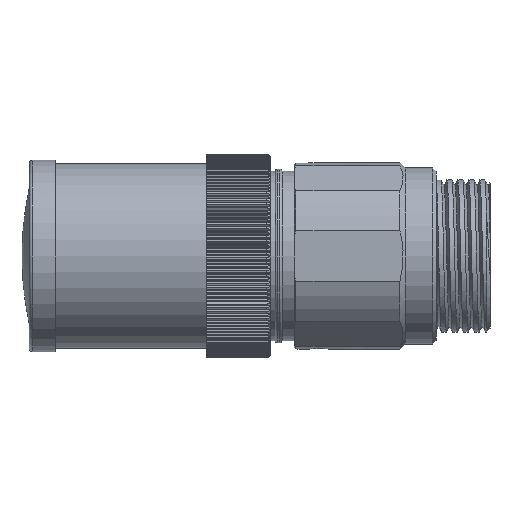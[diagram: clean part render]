
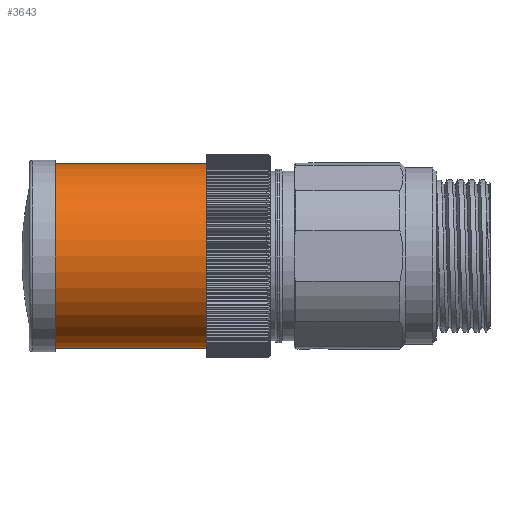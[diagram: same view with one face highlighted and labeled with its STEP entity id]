
A CAD part, front view. The second image highlights one B-rep face of the part: STEP entity #3643.
In plain terms, the highlighted cylindrical face has radius 13.35 mm (diameter 26.7 mm), a partial arc.
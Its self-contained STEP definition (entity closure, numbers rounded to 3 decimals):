
#1068=FACE_OUTER_BOUND('',#4509,.T.);
#1899=LINE('',#23177,#2730);
#1902=LINE('',#23209,#2733);
#2730=VECTOR('',#14861,1.);
#2733=VECTOR('',#14868,1.);
#3643=ADVANCED_FACE('',(#1068),#3876,.T.);
#3876=CYLINDRICAL_SURFACE('',#12081,13.35);
#4509=EDGE_LOOP('',(#7672,#7673,#7674,#7675));
#7672=ORIENTED_EDGE('',*,*,#9661,.F.);
#7673=ORIENTED_EDGE('',*,*,#10561,.T.);
#7674=ORIENTED_EDGE('',*,*,#10562,.F.);
#7675=ORIENTED_EDGE('',*,*,#10554,.F.);
#8475=VERTEX_POINT('',#17787);
#8476=VERTEX_POINT('',#17789);
#8925=VERTEX_POINT('',#23178);
#8931=VERTEX_POINT('',#23208);
#9661=EDGE_CURVE('',#8475,#8476,#10911,.T.);
#10554=EDGE_CURVE('',#8476,#8925,#1899,.T.);
#10561=EDGE_CURVE('',#8475,#8931,#1902,.T.);
#10562=EDGE_CURVE('',#8925,#8931,#11081,.T.);
#10911=CIRCLE('',#11461,13.35);
#11081=CIRCLE('',#12080,13.35);
#11461=AXIS2_PLACEMENT_3D('',#17788,#13193,#13194);
#12080=AXIS2_PLACEMENT_3D('',#23211,#14871,#14872);
#12081=AXIS2_PLACEMENT_3D('',#23212,#14873,#14874);
#13193=DIRECTION('',(1.,0.,0.));
#13194=DIRECTION('',(0.,0.,-1.));
#14861=DIRECTION('',(-1.,0.,0.));
#14868=DIRECTION('',(-1.,0.,0.));
#14871=DIRECTION('',(-1.,0.,0.));
#14872=DIRECTION('',(0.,0.,-1.));
#14873=DIRECTION('',(1.,0.,0.));
#14874=DIRECTION('',(0.,0.,-1.));
#17787=CARTESIAN_POINT('',(-6.2,0.,13.35));
#17788=CARTESIAN_POINT('',(-6.2,0.,0.));
#17789=CARTESIAN_POINT('',(-6.2,0.,-13.35));
#23177=CARTESIAN_POINT('',(-6.,0.,-13.35));
#23178=CARTESIAN_POINT('',(-28.1,0.,-13.35));
#23208=CARTESIAN_POINT('',(-28.1,0.,13.35));
#23209=CARTESIAN_POINT('',(-6.,0.,13.35));
#23211=CARTESIAN_POINT('',(-28.1,0.,0.));
#23212=CARTESIAN_POINT('',(-34.573,0.,0.));
